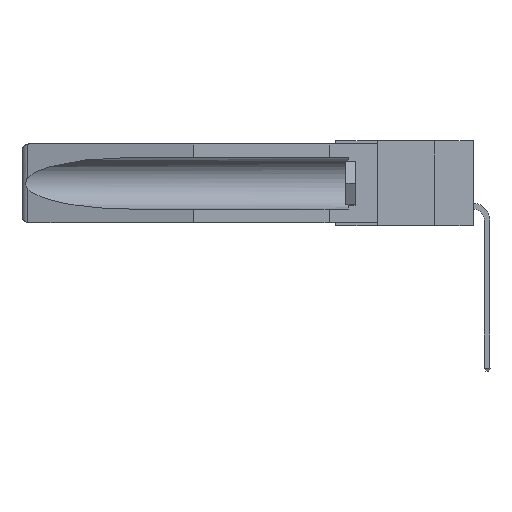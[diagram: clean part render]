
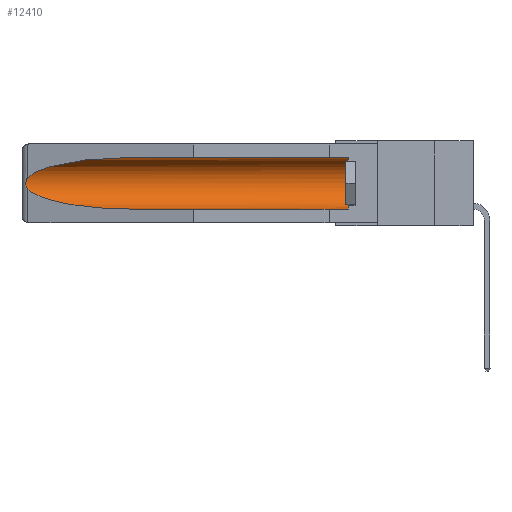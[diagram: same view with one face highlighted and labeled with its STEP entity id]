
A CAD part, left-side view. The second image highlights one B-rep face of the part: STEP entity #12410.
In plain terms, the highlighted cylindrical face has radius 2.857 mm (diameter 5.715 mm), a partial arc.
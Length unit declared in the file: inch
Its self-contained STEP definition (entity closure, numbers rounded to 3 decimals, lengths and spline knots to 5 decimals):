
#1 = AXIS2_PLACEMENT_3D ( 'NONE', #13047, #5049, #1127 ) ;
#610 = CARTESIAN_POINT ( 'NONE',  ( 0.155, 1.07973, -0.059 ) ) ;
#1105 = CARTESIAN_POINT ( 'NONE',  ( 0.2675, 1.53308, -0.16763 ) ) ;
#1127 = DIRECTION ( 'NONE',  ( 0., 0., 1. ) ) ;
#1129 =( BOUNDED_CURVE ( )  B_SPLINE_CURVE ( 3, ( #13915, #3404, #4855, #11567 ),
 .UNSPECIFIED., .F., .F. ) 
 B_SPLINE_CURVE_WITH_KNOTS ( ( 4, 4 ),
 ( 4.71239, 6.08839 ),
 .UNSPECIFIED. ) 
 CURVE ( )  GEOMETRIC_REPRESENTATION_ITEM ( )  RATIONAL_B_SPLINE_CURVE ( ( 1., 0.848, 0.848, 1. ) ) 
 REPRESENTATION_ITEM ( '' )  );
#1186 = DIRECTION ( 'NONE',  ( 0., 0., 1. ) ) ;
#2285 = ORIENTED_EDGE ( 'NONE', *, *, #12341, .T. ) ;
#3008 = VECTOR ( 'NONE', #4225, 39.37008 ) ;
#3213 = DIRECTION ( 'NONE',  ( 0., 1., 0. ) ) ;
#3404 = CARTESIAN_POINT ( 'NONE',  ( 0.21114, 1.30732, -0.059 ) ) ;
#3640 = CYLINDRICAL_SURFACE ( 'NONE', #1, 0.1125 ) ;
#4225 = DIRECTION ( 'NONE',  ( 0., 1., 0. ) ) ;
#4277 = ORIENTED_EDGE ( 'NONE', *, *, #6354, .T. ) ;
#4397 = VERTEX_POINT ( 'NONE', #7236 ) ;
#4551 = AXIS2_PLACEMENT_3D ( 'NONE', #9174, #7699, #1186 ) ;
#4855 = CARTESIAN_POINT ( 'NONE',  ( 0.25451, 1.48313, -0.09465 ) ) ;
#4932 = CARTESIAN_POINT ( 'NONE',  ( 0.26537, 1.52718, -0.19328 ) ) ;
#5049 = DIRECTION ( 'NONE',  ( 0., 1., 0. ) ) ;
#5089 = CARTESIAN_POINT ( 'NONE',  ( 0.26654, 1.53092, -0.15636 ) ) ;
#5238 = CIRCLE ( 'NONE', #4551, 0.1125 ) ;
#5365 = VERTEX_POINT ( 'NONE', #9663 ) ;
#5381 = ORIENTED_EDGE ( 'NONE', *, *, #14888, .T. ) ;
#5689 = CARTESIAN_POINT ( 'NONE',  ( 0.155, -0.30754, -0.059 ) ) ;
#6325 = CARTESIAN_POINT ( 'NONE',  ( 0.26537, 1.52718, -0.14972 ) ) ;
#6343 = CARTESIAN_POINT ( 'NONE',  ( 0.25451, 1.48313, -0.24835 ) ) ;
#6354 = EDGE_CURVE ( 'NONE', #5365, #10147, #5238, .T. ) ;
#7236 = CARTESIAN_POINT ( 'NONE',  ( 0.26537, 1.52718, -0.19328 ) ) ;
#7318 = VERTEX_POINT ( 'NONE', #11001 ) ;
#7466 = EDGE_CURVE ( 'NONE', #5365, #7318, #13335, .T. ) ;
#7699 = DIRECTION ( 'NONE',  ( 0., -1., 0. ) ) ;
#9030 = CARTESIAN_POINT ( 'NONE',  ( 0.26597, 1.52961, -0.15275 ) ) ;
#9174 = CARTESIAN_POINT ( 'NONE',  ( 0.155, 0.126, -0.1715 ) ) ;
#9206 = B_SPLINE_CURVE_WITH_KNOTS ( 'NONE', 3,
 ( #6325, #9030, #5089, #14544, #1105, #13028, #15723, #15780, #14376, #13200 ),
 .UNSPECIFIED., .F., .F.,
 ( 4, 2, 2, 2, 4 ),
 ( 0., 0.00029, 0.00058, 0.00087, 0.00117 ),
 .UNSPECIFIED. ) ;
#9242 = CARTESIAN_POINT ( 'NONE',  ( 0.155, 1.07973, -0.284 ) ) ;
#9540 = FACE_OUTER_BOUND ( 'NONE', #16016, .T. ) ;
#9663 = CARTESIAN_POINT ( 'NONE',  ( 0.155, 0.126, -0.284 ) ) ;
#9815 = VECTOR ( 'NONE', #3213, 39.37008 ) ;
#10070 = CARTESIAN_POINT ( 'NONE',  ( 0.155, -0.30754, -0.284 ) ) ;
#10147 = VERTEX_POINT ( 'NONE', #13992 ) ;
#10326 = CARTESIAN_POINT ( 'NONE',  ( 0.21114, 1.30732, -0.284 ) ) ;
#11001 = CARTESIAN_POINT ( 'NONE',  ( 0.155, 1.07973, -0.284 ) ) ;
#11567 = CARTESIAN_POINT ( 'NONE',  ( 0.26537, 1.52718, -0.14972 ) ) ;
#12341 = EDGE_CURVE ( 'NONE', #4397, #7318, #16878, .T. ) ;
#12410 = ADVANCED_FACE ( 'NONE', ( #9540 ), #3640, .F. ) ;
#13028 = CARTESIAN_POINT ( 'NONE',  ( 0.2675, 1.53308, -0.17534 ) ) ;
#13047 = CARTESIAN_POINT ( 'NONE',  ( 0.155, -0.30754, -0.1715 ) ) ;
#13155 = EDGE_CURVE ( 'NONE', #10147, #14035, #13884, .T. ) ;
#13200 = CARTESIAN_POINT ( 'NONE',  ( 0.26537, 1.52718, -0.19328 ) ) ;
#13335 = LINE ( 'NONE', #10070, #9815 ) ;
#13884 = LINE ( 'NONE', #5689, #3008 ) ;
#13915 = CARTESIAN_POINT ( 'NONE',  ( 0.155, 1.07973, -0.059 ) ) ;
#13984 = VERTEX_POINT ( 'NONE', #16284 ) ;
#13992 = CARTESIAN_POINT ( 'NONE',  ( 0.155, 0.126, -0.059 ) ) ;
#14035 = VERTEX_POINT ( 'NONE', #610 ) ;
#14376 = CARTESIAN_POINT ( 'NONE',  ( 0.26597, 1.5296, -0.19026 ) ) ;
#14544 = CARTESIAN_POINT ( 'NONE',  ( 0.2673, 1.5327, -0.16383 ) ) ;
#14888 = EDGE_CURVE ( 'NONE', #14035, #13984, #1129, .T. ) ;
#14933 = ORIENTED_EDGE ( 'NONE', *, *, #15077, .T. ) ;
#15077 = EDGE_CURVE ( 'NONE', #13984, #4397, #9206, .T. ) ;
#15723 = CARTESIAN_POINT ( 'NONE',  ( 0.2673, 1.53269, -0.17917 ) ) ;
#15780 = CARTESIAN_POINT ( 'NONE',  ( 0.26655, 1.53094, -0.18657 ) ) ;
#16016 = EDGE_LOOP ( 'NONE', ( #5381, #14933, #2285, #16966, #4277, #16702 ) ) ;
#16284 = CARTESIAN_POINT ( 'NONE',  ( 0.26537, 1.52718, -0.14972 ) ) ;
#16702 = ORIENTED_EDGE ( 'NONE', *, *, #13155, .T. ) ;
#16878 =( BOUNDED_CURVE ( )  B_SPLINE_CURVE ( 3, ( #4932, #6343, #10326, #9242 ),
 .UNSPECIFIED., .F., .F. ) 
 B_SPLINE_CURVE_WITH_KNOTS ( ( 4, 4 ),
 ( 0.1948, 1.5708 ),
 .UNSPECIFIED. ) 
 CURVE ( )  GEOMETRIC_REPRESENTATION_ITEM ( )  RATIONAL_B_SPLINE_CURVE ( ( 1., 0.848, 0.848, 1. ) ) 
 REPRESENTATION_ITEM ( '' )  );
#16966 = ORIENTED_EDGE ( 'NONE', *, *, #7466, .F. ) ;
